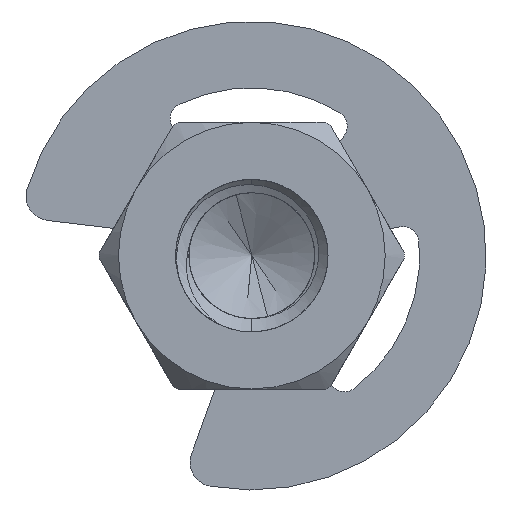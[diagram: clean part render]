
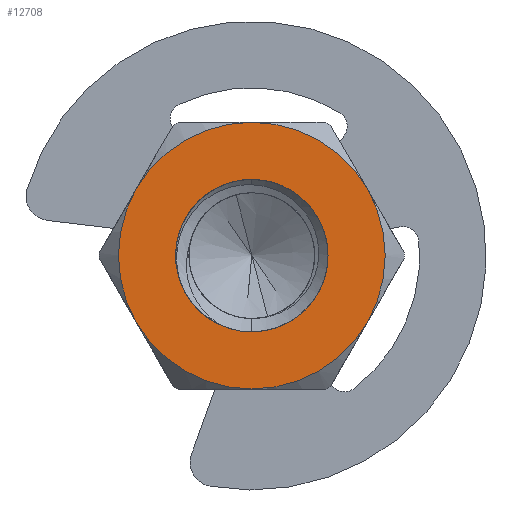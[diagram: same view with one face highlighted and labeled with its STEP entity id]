
A CAD part, front view. The second image highlights one B-rep face of the part: STEP entity #12708.
In plain terms, the highlighted planar face has unit normal (0, -1, 0).
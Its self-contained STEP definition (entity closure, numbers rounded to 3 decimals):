
#83 = DIRECTION ( 'NONE',  ( 0., 0., 1. ) ) ;
#114 = EDGE_CURVE ( 'NONE', #4734, #10568, #11283, .T. ) ;
#539 = FACE_OUTER_BOUND ( 'NONE', #10584, .T. ) ;
#565 = VERTEX_POINT ( 'NONE', #11277 ) ;
#586 = ORIENTED_EDGE ( 'NONE', *, *, #6889, .T. ) ;
#624 = AXIS2_PLACEMENT_3D ( 'NONE', #11530, #9363, #1115 ) ;
#679 = DIRECTION ( 'NONE',  ( 0., 0., 1. ) ) ;
#800 = CIRCLE ( 'NONE', #2116, 3.5 ) ;
#1098 = ORIENTED_EDGE ( 'NONE', *, *, #10965, .T. ) ;
#1105 = DIRECTION ( 'NONE',  ( 0., 1., 0. ) ) ;
#1115 = DIRECTION ( 'NONE',  ( 0., 0., 1. ) ) ;
#1158 = CARTESIAN_POINT ( 'NONE',  ( 0., 0., 0. ) ) ;
#1245 = AXIS2_PLACEMENT_3D ( 'NONE', #12086, #11027, #679 ) ;
#1351 = DIRECTION ( 'NONE',  ( 0., 0., 1. ) ) ;
#1365 = CARTESIAN_POINT ( 'NONE',  ( -1.863, 0., -0.728 ) ) ;
#1410 = EDGE_CURVE ( 'NONE', #5486, #9035, #10439, .T. ) ;
#1732 = ORIENTED_EDGE ( 'NONE', *, *, #10177, .F. ) ;
#1842 = AXIS2_PLACEMENT_3D ( 'NONE', #4512, #3611, #10855 ) ;
#2116 = AXIS2_PLACEMENT_3D ( 'NONE', #8850, #4573, #4669 ) ;
#2172 = CARTESIAN_POINT ( 'NONE',  ( -0.833, 0., -1.818 ) ) ;
#2461 = CIRCLE ( 'NONE', #12462, 3.5 ) ;
#2496 = FACE_BOUND ( 'NONE', #3773, .T. ) ;
#2698 = ORIENTED_EDGE ( 'NONE', *, *, #1410, .F. ) ;
#3049 = CARTESIAN_POINT ( 'NONE',  ( 0., 0., 0. ) ) ;
#3092 = CIRCLE ( 'NONE', #624, 3.5 ) ;
#3257 = DIRECTION ( 'NONE',  ( 0., 0., 1. ) ) ;
#3299 = DIRECTION ( 'NONE',  ( 0., 0., 1. ) ) ;
#3427 = PLANE ( 'NONE',  #1842 ) ;
#3574 = CIRCLE ( 'NONE', #5254, 2. ) ;
#3611 = DIRECTION ( 'NONE',  ( 0., 1., 0. ) ) ;
#3669 = CARTESIAN_POINT ( 'NONE',  ( 3.031, 0., -1.75 ) ) ;
#3773 = EDGE_LOOP ( 'NONE', ( #586, #1098, #5921, #11691 ) ) ;
#3909 = CIRCLE ( 'NONE', #10594, 3.5 ) ;
#4050 = CIRCLE ( 'NONE', #6120, 2. ) ;
#4089 = DIRECTION ( 'NONE',  ( 0., 0., 1. ) ) ;
#4274 = CARTESIAN_POINT ( 'NONE',  ( 0., 0., 0. ) ) ;
#4282 = VERTEX_POINT ( 'NONE', #11921 ) ;
#4512 = CARTESIAN_POINT ( 'NONE',  ( 0., 0., 0. ) ) ;
#4570 = ORIENTED_EDGE ( 'NONE', *, *, #114, .F. ) ;
#4573 = DIRECTION ( 'NONE',  ( 0., 1., 0. ) ) ;
#4669 = DIRECTION ( 'NONE',  ( 0., 0., 1. ) ) ;
#4734 = VERTEX_POINT ( 'NONE', #13144 ) ;
#4944 = VERTEX_POINT ( 'NONE', #11356 ) ;
#5110 = CARTESIAN_POINT ( 'NONE',  ( 0., 0., 3.5 ) ) ;
#5254 = AXIS2_PLACEMENT_3D ( 'NONE', #7547, #7502, #1351 ) ;
#5293 = ORIENTED_EDGE ( 'NONE', *, *, #9428, .F. ) ;
#5486 = VERTEX_POINT ( 'NONE', #12122 ) ;
#5921 = ORIENTED_EDGE ( 'NONE', *, *, #10362, .T. ) ;
#6120 = AXIS2_PLACEMENT_3D ( 'NONE', #6318, #7357, #3299 ) ;
#6318 = CARTESIAN_POINT ( 'NONE',  ( 0., 0., 0. ) ) ;
#6473 = DIRECTION ( 'NONE',  ( 0., 0., 1. ) ) ;
#6516 = AXIS2_PLACEMENT_3D ( 'NONE', #9516, #10575, #6473 ) ;
#6543 = EDGE_CURVE ( 'NONE', #4282, #12420, #11074, .T. ) ;
#6889 = EDGE_CURVE ( 'NONE', #12420, #11718, #8295, .T. ) ;
#7313 = EDGE_CURVE ( 'NONE', #13498, #565, #2461, .T. ) ;
#7357 = DIRECTION ( 'NONE',  ( 0., 1., 0. ) ) ;
#7451 = ORIENTED_EDGE ( 'NONE', *, *, #11625, .F. ) ;
#7502 = DIRECTION ( 'NONE',  ( 0., 1., 0. ) ) ;
#7547 = CARTESIAN_POINT ( 'NONE',  ( 0., 0., 0. ) ) ;
#8295 = CIRCLE ( 'NONE', #6516, 2. ) ;
#8521 = DIRECTION ( 'NONE',  ( 0., 1., 0. ) ) ;
#8850 = CARTESIAN_POINT ( 'NONE',  ( 0., 0., 0. ) ) ;
#9035 = VERTEX_POINT ( 'NONE', #5110 ) ;
#9363 = DIRECTION ( 'NONE',  ( 0., 1., 0. ) ) ;
#9428 = EDGE_CURVE ( 'NONE', #9035, #4734, #800, .T. ) ;
#9450 = CARTESIAN_POINT ( 'NONE',  ( 0., 0., 0. ) ) ;
#9516 = CARTESIAN_POINT ( 'NONE',  ( 0., 0., 0. ) ) ;
#9812 = AXIS2_PLACEMENT_3D ( 'NONE', #3049, #11351, #4089 ) ;
#10177 = EDGE_CURVE ( 'NONE', #565, #5486, #3092, .T. ) ;
#10362 = EDGE_CURVE ( 'NONE', #4944, #4282, #3574, .T. ) ;
#10439 = CIRCLE ( 'NONE', #12575, 3.5 ) ;
#10568 = VERTEX_POINT ( 'NONE', #3669 ) ;
#10575 = DIRECTION ( 'NONE',  ( 0., 1., 0. ) ) ;
#10584 = EDGE_LOOP ( 'NONE', ( #5293, #2698, #1732, #13157, #7451, #4570 ) ) ;
#10594 = AXIS2_PLACEMENT_3D ( 'NONE', #4274, #8521, #83 ) ;
#10855 = DIRECTION ( 'NONE',  ( 0., 0., 1. ) ) ;
#10965 = EDGE_CURVE ( 'NONE', #11718, #4944, #4050, .T. ) ;
#11027 = DIRECTION ( 'NONE',  ( 0., 1., 0. ) ) ;
#11074 = CIRCLE ( 'NONE', #9812, 2. ) ;
#11277 = CARTESIAN_POINT ( 'NONE',  ( -3.031, 0., -1.75 ) ) ;
#11283 = CIRCLE ( 'NONE', #1245, 3.5 ) ;
#11351 = DIRECTION ( 'NONE',  ( 0., 1., 0. ) ) ;
#11356 = CARTESIAN_POINT ( 'NONE',  ( 0., 0., 2. ) ) ;
#11523 = DIRECTION ( 'NONE',  ( 0., 0., 1. ) ) ;
#11530 = CARTESIAN_POINT ( 'NONE',  ( 0., 0., 0. ) ) ;
#11625 = EDGE_CURVE ( 'NONE', #10568, #13498, #3909, .T. ) ;
#11691 = ORIENTED_EDGE ( 'NONE', *, *, #6543, .T. ) ;
#11718 = VERTEX_POINT ( 'NONE', #1365 ) ;
#11921 = CARTESIAN_POINT ( 'NONE',  ( 0., 0., -2. ) ) ;
#12086 = CARTESIAN_POINT ( 'NONE',  ( 0., 0., 0. ) ) ;
#12122 = CARTESIAN_POINT ( 'NONE',  ( -3.031, 0., 1.75 ) ) ;
#12420 = VERTEX_POINT ( 'NONE', #2172 ) ;
#12462 = AXIS2_PLACEMENT_3D ( 'NONE', #1158, #12520, #11523 ) ;
#12520 = DIRECTION ( 'NONE',  ( 0., 1., 0. ) ) ;
#12575 = AXIS2_PLACEMENT_3D ( 'NONE', #9450, #1105, #3257 ) ;
#12708 = ADVANCED_FACE ( 'NONE', ( #2496, #539 ), #3427, .F. ) ;
#13144 = CARTESIAN_POINT ( 'NONE',  ( 3.031, 0., 1.75 ) ) ;
#13157 = ORIENTED_EDGE ( 'NONE', *, *, #7313, .F. ) ;
#13361 = CARTESIAN_POINT ( 'NONE',  ( 0., 0., -3.5 ) ) ;
#13498 = VERTEX_POINT ( 'NONE', #13361 ) ;
